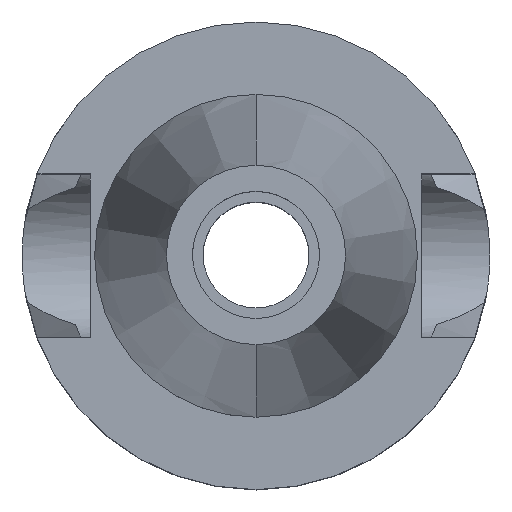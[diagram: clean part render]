
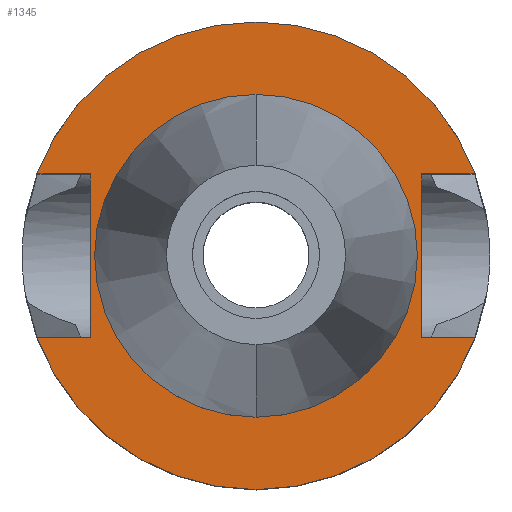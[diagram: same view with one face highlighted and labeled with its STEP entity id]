
A CAD part, top view. The second image highlights one B-rep face of the part: STEP entity #1345.
In plain terms, the highlighted planar face has unit normal (0, 0, 1).
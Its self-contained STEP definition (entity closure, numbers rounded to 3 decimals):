
#94=DIRECTION('',(0.,1.,0.));
#95=VECTOR('',#94,16.1);
#96=CARTESIAN_POINT('',(-16.3,-8.05,-1.));
#97=LINE('',#96,#95);
#101=DIRECTION('',(-1.,0.,0.));
#102=VECTOR('',#101,5.245);
#103=CARTESIAN_POINT('',(-16.3,8.05,-1.));
#104=LINE('',#103,#102);
#108=CARTESIAN_POINT('',(0.,0.,-1.));
#109=DIRECTION('',(0.,0.,-1.));
#110=DIRECTION('',(-0.937,0.35,0.));
#111=AXIS2_PLACEMENT_3D('',#108,#109,#110);
#116=CARTESIAN_POINT('',(0.,0.,-1.));
#117=DIRECTION('',(0.,0.,-1.));
#118=DIRECTION('',(0.,1.,0.));
#119=AXIS2_PLACEMENT_3D('',#116,#117,#118);
#124=DIRECTION('',(0.,-1.,0.));
#125=VECTOR('',#124,16.1);
#126=CARTESIAN_POINT('',(16.3,8.05,-1.));
#127=LINE('',#126,#125);
#131=DIRECTION('',(1.,0.,0.));
#132=VECTOR('',#131,5.245);
#133=CARTESIAN_POINT('',(16.3,-8.05,-1.));
#134=LINE('',#133,#132);
#138=CARTESIAN_POINT('',(0.,0.,-1.));
#139=DIRECTION('',(0.,0.,-1.));
#140=DIRECTION('',(0.937,-0.35,0.));
#141=AXIS2_PLACEMENT_3D('',#138,#139,#140);
#146=CARTESIAN_POINT('',(0.,0.,-1.));
#147=DIRECTION('',(0.,0.,-1.));
#148=DIRECTION('',(0.,-1.,0.));
#149=AXIS2_PLACEMENT_3D('',#146,#147,#148);
#154=CARTESIAN_POINT('',(0.,0.,-1.));
#155=DIRECTION('',(0.,0.,1.));
#156=DIRECTION('',(0.,-1.,0.));
#157=AXIS2_PLACEMENT_3D('',#154,#155,#156);
#162=CARTESIAN_POINT('',(0.,0.,-1.));
#163=DIRECTION('',(0.,0.,1.));
#164=DIRECTION('',(0.,1.,0.));
#165=AXIS2_PLACEMENT_3D('',#162,#163,#164);
#210=DIRECTION('',(-1.,0.,0.));
#211=VECTOR('',#210,5.245);
#212=CARTESIAN_POINT('',(-16.3,-8.05,-1.));
#213=LINE('',#212,#211);
#333=DIRECTION('',(1.,0.,0.));
#334=VECTOR('',#333,5.245);
#335=CARTESIAN_POINT('',(16.3,8.05,-1.));
#336=LINE('',#335,#334);
#1212=CARTESIAN_POINT('',(-16.3,-8.05,-1.));
#1213=VERTEX_POINT('',#1212);
#1214=CARTESIAN_POINT('',(-21.545,-8.05,-1.));
#1215=VERTEX_POINT('',#1214);
#1216=CARTESIAN_POINT('',(-16.3,8.05,-1.));
#1217=VERTEX_POINT('',#1216);
#1218=CARTESIAN_POINT('',(-21.545,8.05,-1.));
#1219=VERTEX_POINT('',#1218);
#1220=CARTESIAN_POINT('',(0.,23.,-1.));
#1221=CARTESIAN_POINT('',(21.545,8.05,-1.));
#1222=VERTEX_POINT('',#1220);
#1223=VERTEX_POINT('',#1221);
#1224=CARTESIAN_POINT('',(16.3,8.05,-1.));
#1225=VERTEX_POINT('',#1224);
#1226=CARTESIAN_POINT('',(16.3,-8.05,-1.));
#1227=VERTEX_POINT('',#1226);
#1228=CARTESIAN_POINT('',(21.545,-8.05,-1.));
#1229=VERTEX_POINT('',#1228);
#1230=CARTESIAN_POINT('',(0.,-23.,-1.));
#1231=VERTEX_POINT('',#1230);
#1232=CARTESIAN_POINT('',(0.,-15.875,-1.));
#1233=CARTESIAN_POINT('',(0.,15.875,-1.));
#1234=VERTEX_POINT('',#1232);
#1235=VERTEX_POINT('',#1233);
#1314=CARTESIAN_POINT('',(0.,0.,-1.));
#1315=DIRECTION('',(0.,0.,-1.));
#1316=DIRECTION('',(0.,-1.,0.));
#1317=AXIS2_PLACEMENT_3D('',#1314,#1315,#1316);
#1318=PLANE('',#1317);
#1320=ORIENTED_EDGE('',*,*,#1319,.T.);
#1322=ORIENTED_EDGE('',*,*,#1321,.T.);
#1324=ORIENTED_EDGE('',*,*,#1323,.T.);
#1326=ORIENTED_EDGE('',*,*,#1325,.T.);
#1328=ORIENTED_EDGE('',*,*,#1327,.F.);
#1330=ORIENTED_EDGE('',*,*,#1329,.T.);
#1332=ORIENTED_EDGE('',*,*,#1331,.T.);
#1334=ORIENTED_EDGE('',*,*,#1333,.T.);
#1336=ORIENTED_EDGE('',*,*,#1335,.T.);
#1338=ORIENTED_EDGE('',*,*,#1337,.F.);
#1339=EDGE_LOOP('',(#1320,#1322,#1324,#1326,#1328,#1330,#1332,#1334,#1336,
#1338));
#1340=FACE_OUTER_BOUND('',#1339,.F.);
#1341=ORIENTED_EDGE('',*,*,#1293,.T.);
#1342=ORIENTED_EDGE('',*,*,#1309,.T.);
#1343=EDGE_LOOP('',(#1341,#1342));
#1344=FACE_BOUND('',#1343,.F.);
#112=CIRCLE('',#111,23.);
#120=CIRCLE('',#119,23.);
#142=CIRCLE('',#141,23.);
#150=CIRCLE('',#149,23.);
#158=CIRCLE('',#157,15.875);
#166=CIRCLE('',#165,15.875);
#1293=EDGE_CURVE('',#1234,#1235,#158,.T.);
#1309=EDGE_CURVE('',#1235,#1234,#166,.T.);
#1319=EDGE_CURVE('',#1213,#1217,#97,.T.);
#1321=EDGE_CURVE('',#1217,#1219,#104,.T.);
#1323=EDGE_CURVE('',#1219,#1222,#112,.T.);
#1325=EDGE_CURVE('',#1222,#1223,#120,.T.);
#1327=EDGE_CURVE('',#1225,#1223,#336,.T.);
#1329=EDGE_CURVE('',#1225,#1227,#127,.T.);
#1331=EDGE_CURVE('',#1227,#1229,#134,.T.);
#1333=EDGE_CURVE('',#1229,#1231,#142,.T.);
#1335=EDGE_CURVE('',#1231,#1215,#150,.T.);
#1337=EDGE_CURVE('',#1213,#1215,#213,.T.);
#1345=ADVANCED_FACE('',(#1340,#1344),#1318,.F.);
